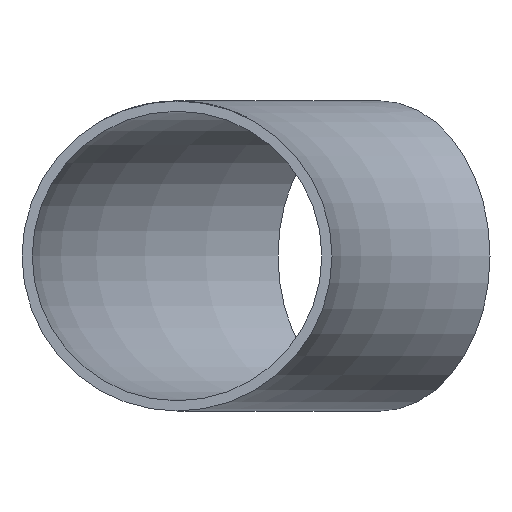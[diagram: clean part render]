
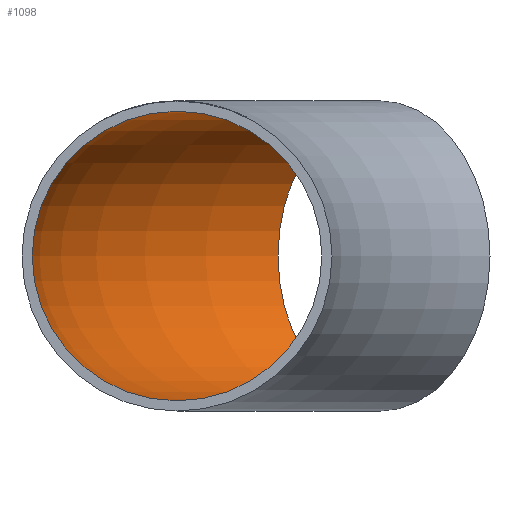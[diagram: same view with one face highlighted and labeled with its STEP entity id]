
A CAD part, front view. The second image highlights one B-rep face of the part: STEP entity #1098.
In plain terms, the highlighted toroidal (fillet/blend) face has major radius 135 mm and minor radius 28.15 mm.
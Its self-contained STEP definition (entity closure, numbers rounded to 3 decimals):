
#1098 = ADVANCED_FACE ( 'NONE', ( #10509, #22808 ), #12556, .F. ) ;
#3291 = CARTESIAN_POINT ( 'NONE',  ( 0., 0., 0. ) ) ;
#3500 = EDGE_CURVE ( 'NONE', #15003, #15003, #9709, .T. ) ;
#3629 = AXIS2_PLACEMENT_3D ( 'NONE', #12577, #11369, #16490 ) ;
#4418 = CARTESIAN_POINT ( 'NONE',  ( -115.364, 115.364, 0. ) ) ;
#4653 = CARTESIAN_POINT ( 'NONE',  ( -135., 0., 28.15 ) ) ;
#6440 = EDGE_LOOP ( 'NONE', ( #12112 ) ) ;
#7115 = ORIENTED_EDGE ( 'NONE', *, *, #9591, .T. ) ;
#9591 = EDGE_CURVE ( 'NONE', #15345, #15345, #10692, .T. ) ;
#9709 = CIRCLE ( 'NONE', #19748, 28.15 ) ;
#10509 = FACE_OUTER_BOUND ( 'NONE', #18267, .T. ) ;
#10692 = CIRCLE ( 'NONE', #3629, 28.15 ) ;
#11369 = DIRECTION ( 'NONE',  ( 0.707, 0.707, 0. ) ) ;
#11791 = DIRECTION ( 'NONE',  ( 0., 1., 0. ) ) ;
#12112 = ORIENTED_EDGE ( 'NONE', *, *, #3500, .F. ) ;
#12556 = TOROIDAL_SURFACE ( 'NONE', #17001, 135., 28.15 ) ;
#12577 = CARTESIAN_POINT ( 'NONE',  ( -95.459, 95.459, 0. ) ) ;
#13657 = CARTESIAN_POINT ( 'NONE',  ( -135., 0., 0. ) ) ;
#15003 = VERTEX_POINT ( 'NONE', #4653 ) ;
#15345 = VERTEX_POINT ( 'NONE', #4418 ) ;
#16490 = DIRECTION ( 'NONE',  ( -0.707, 0.707, 0. ) ) ;
#17001 = AXIS2_PLACEMENT_3D ( 'NONE', #3291, #22684, #17609 ) ;
#17609 = DIRECTION ( 'NONE',  ( -1., 0., 0. ) ) ;
#18267 = EDGE_LOOP ( 'NONE', ( #7115 ) ) ;
#18875 = DIRECTION ( 'NONE',  ( 0., 0., 1. ) ) ;
#19748 = AXIS2_PLACEMENT_3D ( 'NONE', #13657, #11791, #18875 ) ;
#22684 = DIRECTION ( 'NONE',  ( 0., 0., -1. ) ) ;
#22808 = FACE_OUTER_BOUND ( 'NONE', #6440, .T. ) ;
